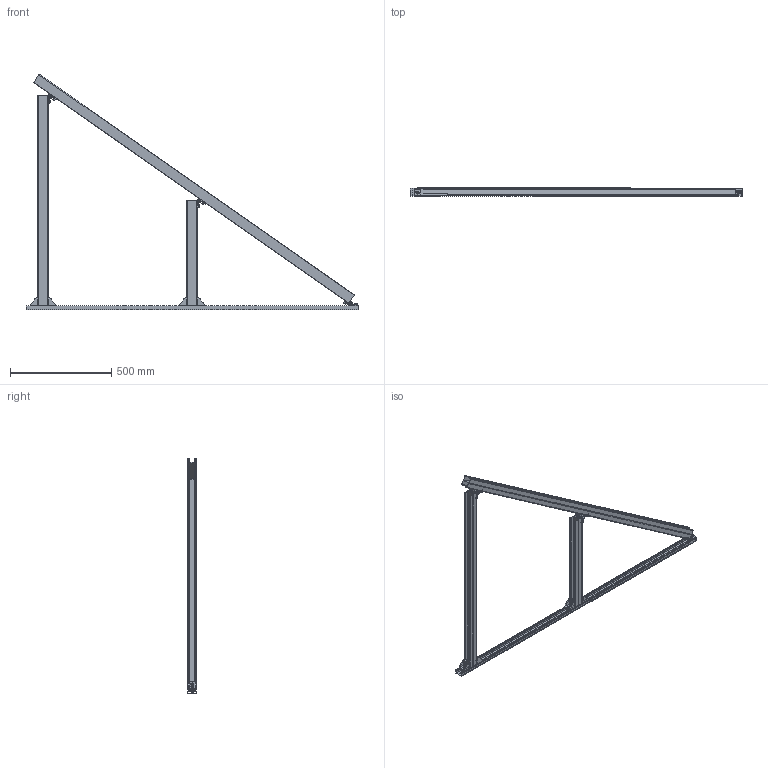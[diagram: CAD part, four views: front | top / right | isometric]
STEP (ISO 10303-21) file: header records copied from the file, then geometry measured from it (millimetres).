
FILE_DESCRIPTION( ('This file contains a STEP AP42 implementation' ,'as created by ZW3D STEP Interface translator.') ,'2;1' );
FILE_NAME( 'SP2.35.1900.PV20-M.stp' ,'2310 4.121127', (''), ('ZWCAD Software Co.'), 'Version 1.0', 'ZW3D to STEP translator', '' );
FILE_SCHEMA(('AUTOMOTIVE_DESIGN'));
Length unit declared in the file: millimetre
Products named in the file (11): 0; SP2.35.1900; 084.106.010_1; 084.106.012_3; 084.106.186A; 084.106.012_2; 084.305.009; Šroub+matice; 084.301.025; 084.302.041; 084.106.012_støed
Assembly tree (30 placements, depth 3):
  0
  SP2.35.1900
    084.106.010_1
    084.106.012_3
    084.106.186A  x6
    084.106.012_2
    084.305.009  x4
    Šroub+matice  x14
      084.301.025
      084.302.041
    084.106.012_støed
Bounding box: 1640 x 40 x 1162.95 mm (x, y, z)
Volume: 1689022.1 mm3; surface area: 1542879.3 mm2
Topology: 42 solids, 42 shells, 3052 faces, 7648 edges, 4702 vertices
Faces by surface type: bspline 3052
Entity records: 18884 total; most frequent: CARTESIAN_POINT 12171, ORIENTED_EDGE 2000, EDGE_CURVE 1000, B_SPLINE_CURVE_WITH_KNOTS 755, VERTEX_POINT 633, EDGE_LOOP 399, FACE_OUTER_BOUND 386, ADVANCED_FACE 386
